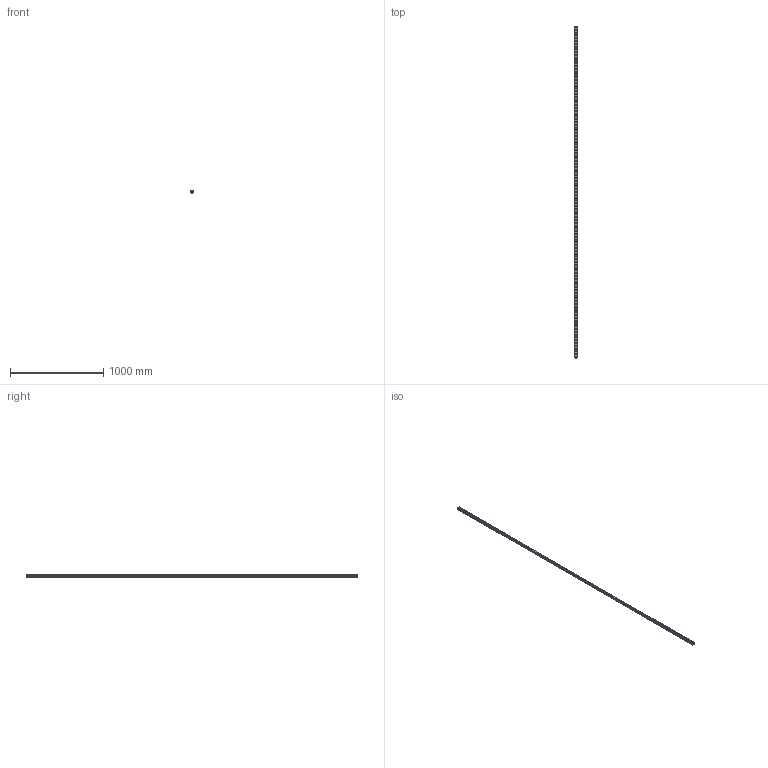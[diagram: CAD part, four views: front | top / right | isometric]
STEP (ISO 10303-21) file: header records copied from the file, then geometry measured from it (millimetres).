
FILE_DESCRIPTION(('STEP AP214'),'1');
FILE_NAME('cctmp_302ADFBE-1A40-4D42-ADCB-615489401F7E_2021_03_10_12_22_43_0775..stp','2021-03-10T11:22:44',('HIWIN GmbH'),('CADClick - www.CADClick.com'),'Spatial InterOp 3D',' ','unknown authorization');
FILE_SCHEMA(('AUTOMOTIVE_DESIGN'));
Length unit declared in the file: millimetre
Products named in the file (1): RGR25R3560H_FILE
Bounding box: 23 x 3560 x 23.6 mm (x, y, z)
Volume: 1427180.7 mm3; surface area: 441837.3 mm2
Topology: 1 solids, 1 shells, 1188 faces, 2475 edges, 1650 vertices
Faces by surface type: cylinder 732, plane 456
Entity records: 41851 total; most frequent: DIRECTION 6317, CARTESIAN_POINT 5314, ORIENTED_EDGE 4950, AXIS2_PLACEMENT_3D 2653, EDGE_CURVE 2475, VERTEX_POINT 1650, EDGE_LOOP 1549, CIRCLE 1464
